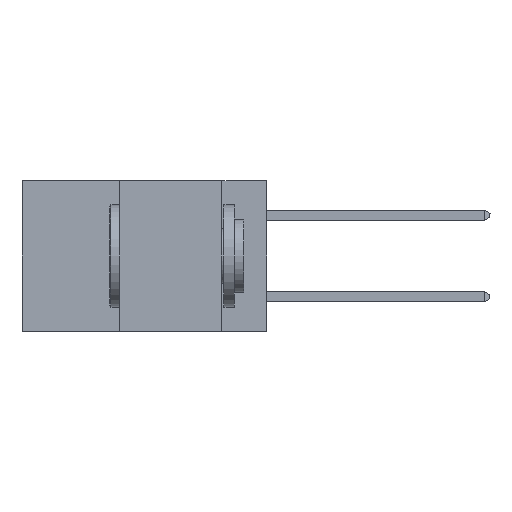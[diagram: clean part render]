
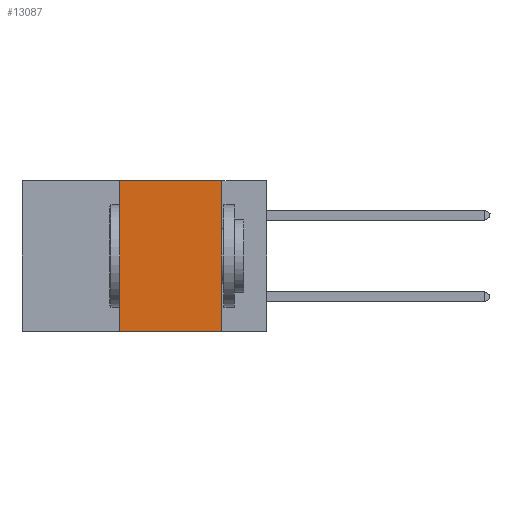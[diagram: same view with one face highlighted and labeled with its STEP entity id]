
A CAD part, left-side view. The second image highlights one B-rep face of the part: STEP entity #13087.
In plain terms, the highlighted planar face has unit normal (-1, 0, 0).
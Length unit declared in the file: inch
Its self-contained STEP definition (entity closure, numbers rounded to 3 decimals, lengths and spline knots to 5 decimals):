
#118 = DIRECTION ( 'NONE',  ( 0., 0., -1. ) ) ;
#779 = EDGE_LOOP ( 'NONE', ( #8822, #3354, #2432, #14995 ) ) ;
#1019 = CARTESIAN_POINT ( 'NONE',  ( 0., 0.6, -0.37 ) ) ;
#1133 = VERTEX_POINT ( 'NONE', #11210 ) ;
#1169 = VECTOR ( 'NONE', #15964, 39.37008 ) ;
#1198 = CARTESIAN_POINT ( 'NONE',  ( 0., 0.11, -0.37 ) ) ;
#1418 = CARTESIAN_POINT ( 'NONE',  ( 0., 0.36, -0.37 ) ) ;
#1643 = FACE_OUTER_BOUND ( 'NONE', #779, .T. ) ;
#1817 = DIRECTION ( 'NONE',  ( 0., 0., -1. ) ) ;
#2235 = LINE ( 'NONE', #5227, #1169 ) ;
#2432 = ORIENTED_EDGE ( 'NONE', *, *, #15477, .F. ) ;
#2800 = DIRECTION ( 'NONE',  ( 1., 0., 0. ) ) ;
#2805 = LINE ( 'NONE', #5142, #17196 ) ;
#2876 = VECTOR ( 'NONE', #9171, 39.37008 ) ;
#3354 = ORIENTED_EDGE ( 'NONE', *, *, #7525, .F. ) ;
#3534 = VERTEX_POINT ( 'NONE', #1418 ) ;
#3872 = EDGE_CURVE ( 'NONE', #1133, #13033, #5236, .T. ) ;
#5142 = CARTESIAN_POINT ( 'NONE',  ( 0., 0.6, 0. ) ) ;
#5227 = CARTESIAN_POINT ( 'NONE',  ( 0., 0.36, 0. ) ) ;
#5236 = LINE ( 'NONE', #17488, #10140 ) ;
#5625 = CARTESIAN_POINT ( 'NONE',  ( 0., 0.6, 0. ) ) ;
#7525 = EDGE_CURVE ( 'NONE', #13115, #1133, #2805, .T. ) ;
#8822 = ORIENTED_EDGE ( 'NONE', *, *, #3872, .F. ) ;
#9171 = DIRECTION ( 'NONE',  ( 0., -1., 0. ) ) ;
#9300 = AXIS2_PLACEMENT_3D ( 'NONE', #5625, #2800, #118 ) ;
#9433 = LINE ( 'NONE', #1019, #2876 ) ;
#10140 = VECTOR ( 'NONE', #1817, 39.37008 ) ;
#11210 = CARTESIAN_POINT ( 'NONE',  ( 0., 0.11, 0. ) ) ;
#12910 = DIRECTION ( 'NONE',  ( 0., -1., 0. ) ) ;
#13033 = VERTEX_POINT ( 'NONE', #1198 ) ;
#13087 = ADVANCED_FACE ( 'NONE', ( #1643 ), #14917, .F. ) ;
#13115 = VERTEX_POINT ( 'NONE', #16399 ) ;
#14917 = PLANE ( 'NONE',  #9300 ) ;
#14995 = ORIENTED_EDGE ( 'NONE', *, *, #16361, .T. ) ;
#15477 = EDGE_CURVE ( 'NONE', #3534, #13115, #2235, .T. ) ;
#15964 = DIRECTION ( 'NONE',  ( 0., 0., 1. ) ) ;
#16361 = EDGE_CURVE ( 'NONE', #3534, #13033, #9433, .T. ) ;
#16399 = CARTESIAN_POINT ( 'NONE',  ( 0., 0.36, 0. ) ) ;
#17196 = VECTOR ( 'NONE', #12910, 39.37008 ) ;
#17488 = CARTESIAN_POINT ( 'NONE',  ( 0., 0.11, 0. ) ) ;
